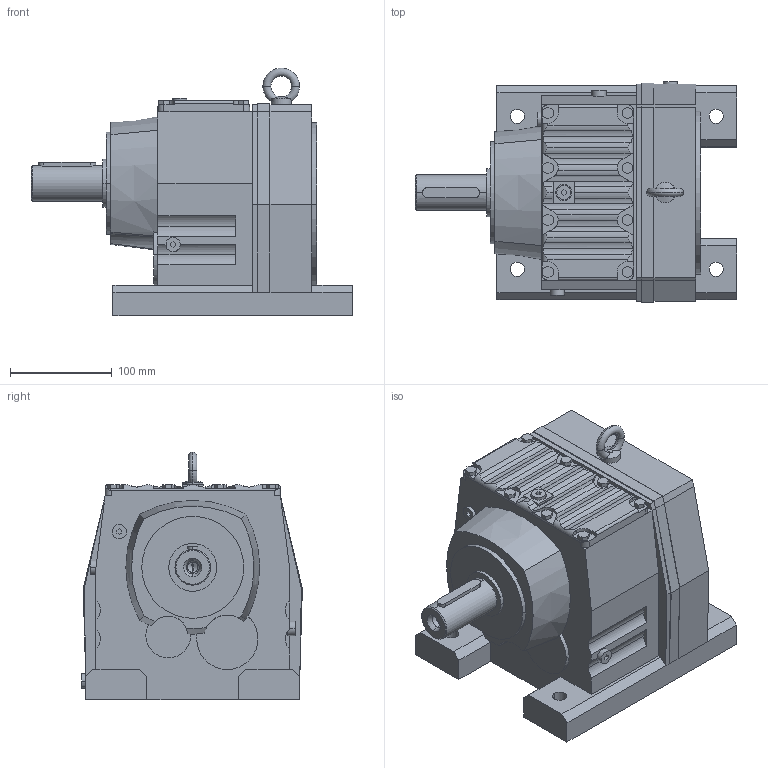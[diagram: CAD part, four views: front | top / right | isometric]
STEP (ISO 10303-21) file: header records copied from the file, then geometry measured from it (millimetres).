
FILE_DESCRIPTION(('STEP AP214'),'1');
FILE_NAME('cctmp_B1C8C154-A66A-4EAD-A56E-6BA9F006BBFC_2022_07_07_16_06_27_0558..stp','2022-07-07T14:06:27',('SEW-EURODRIVE GmbH & Co KG'),('CADClick - www.CADClick.com'),'Spatial InterOp 3D postprocessed',' ','unknown authorization');
FILE_SCHEMA(('AUTOMOTIVE_DESIGN'));
Length unit declared in the file: millimetre
Products named in the file (1): 2022_07_07_16_06_27_0558
Bounding box: 315 x 216.5 x 243 mm (x, y, z)
Volume: 7013789.1 mm3; surface area: 285189 mm2
Topology: 1 solids, 3 shells, 386 faces, 998 edges, 639 vertices
Faces by surface type: plane 235, cylinder 123, cone 16, torus 8, bspline 4
Entity records: 14026 total; most frequent: CARTESIAN_POINT 3536, ORIENTED_EDGE 1984, DIRECTION 1855, EDGE_CURVE 992, LINE 647, VECTOR 647, VERTEX_POINT 639, AXIS2_PLACEMENT_3D 604
